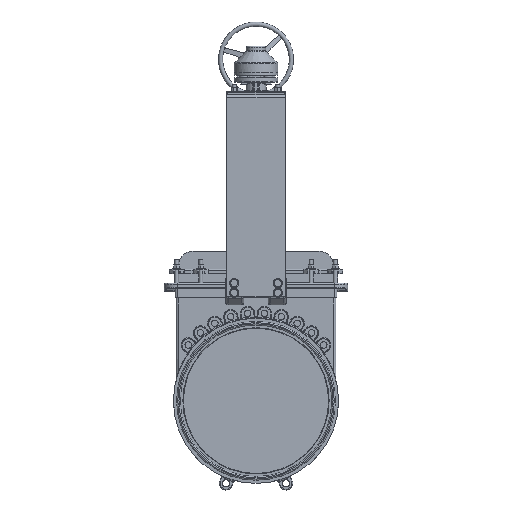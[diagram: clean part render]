
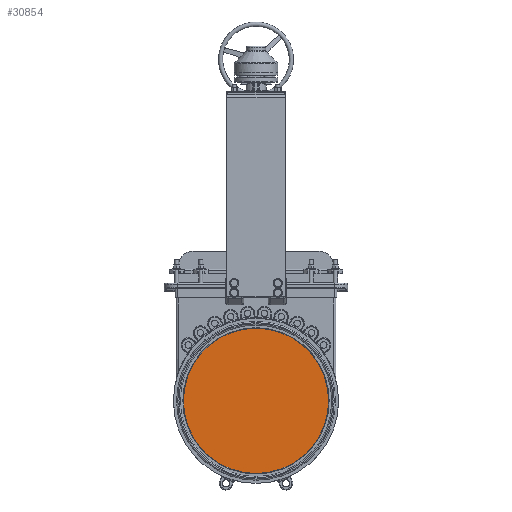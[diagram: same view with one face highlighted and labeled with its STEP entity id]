
A CAD part, top view. The second image highlights one B-rep face of the part: STEP entity #30854.
In plain terms, the highlighted planar face has unit normal (0, 0, 1).
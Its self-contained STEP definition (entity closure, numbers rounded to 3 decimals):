
#2225=PLANE('',#33863);
#3597=FACE_OUTER_BOUND('',#5481,.T.);
#5481=EDGE_LOOP('',(#23835));
#7151=CIRCLE('',#33270,300.);
#13015=VERTEX_POINT('',#53172);
#16385=EDGE_CURVE('',#13015,#13015,#7151,.T.);
#23835=ORIENTED_EDGE('',*,*,#16385,.F.);
#30854=ADVANCED_FACE('',(#3597),#2225,.T.);
#33270=AXIS2_PLACEMENT_3D('',#53174,#38747,#38748);
#33863=AXIS2_PLACEMENT_3D('',#55655,#40241,#40242);
#38747=DIRECTION('center_axis',(0.,0.,-1.));
#38748=DIRECTION('ref_axis',(1.,0.,0.));
#40241=DIRECTION('center_axis',(0.,0.,1.));
#40242=DIRECTION('ref_axis',(1.,0.,0.));
#53172=CARTESIAN_POINT('',(-300.,0.,27.5));
#53174=CARTESIAN_POINT('Origin',(0.,0.,27.5));
#55655=CARTESIAN_POINT('Origin',(0.,0.,27.5));
